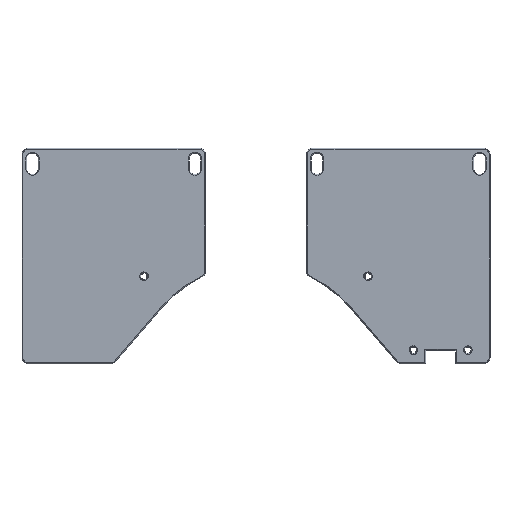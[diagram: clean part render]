
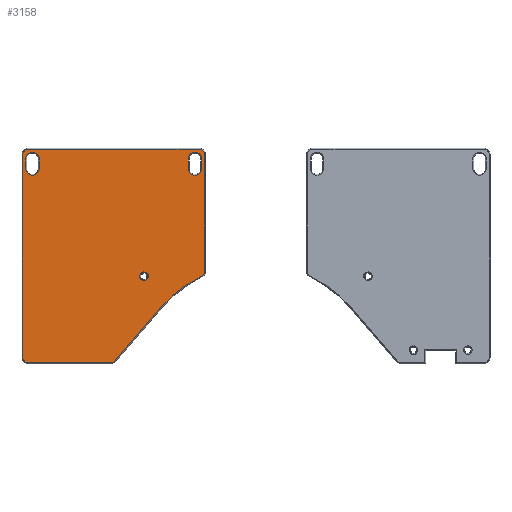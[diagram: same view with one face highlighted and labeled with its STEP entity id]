
A CAD part, top view. The second image highlights one B-rep face of the part: STEP entity #3158.
In plain terms, the highlighted planar face has unit normal (0, 0, 1).
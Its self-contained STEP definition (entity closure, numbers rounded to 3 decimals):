
#65=FACE_BOUND('',#431,.T.);
#66=FACE_BOUND('',#432,.T.);
#67=FACE_BOUND('',#433,.T.);
#133=PLANE('',#3398);
#220=FACE_OUTER_BOUND('',#430,.T.);
#430=EDGE_LOOP('',(#2157,#2158,#2159,#2160,#2161,#2162,#2163,#2164,#2165,
#2166,#2167));
#431=EDGE_LOOP('',(#2168,#2169,#2170,#2171));
#432=EDGE_LOOP('',(#2172,#2173,#2174,#2175));
#433=EDGE_LOOP('',(#2176,#2177,#2178,#2179,#2180,#2181));
#640=CIRCLE('',#3368,2.6);
#642=CIRCLE('',#3372,2.6);
#643=CIRCLE('',#3374,58.4);
#646=CIRCLE('',#3379,2.6);
#648=CIRCLE('',#3383,2.6);
#650=CIRCLE('',#3387,2.6);
#654=CIRCLE('',#3399,3.15);
#655=CIRCLE('',#3400,3.15);
#656=CIRCLE('',#3401,3.15);
#657=CIRCLE('',#3402,3.15);
#658=CIRCLE('',#3403,2.);
#659=CIRCLE('',#3404,0.35);
#660=CIRCLE('',#3405,2.);
#661=CIRCLE('',#3406,0.35);
#662=CIRCLE('',#3407,2.);
#663=CIRCLE('',#3408,0.35);
#817=LINE('',#4796,#1075);
#822=LINE('',#4814,#1080);
#826=LINE('',#4826,#1084);
#832=LINE('',#4841,#1090);
#835=LINE('',#4850,#1093);
#846=LINE('',#4882,#1104);
#847=LINE('',#4885,#1105);
#848=LINE('',#4890,#1106);
#849=LINE('',#4893,#1107);
#1075=VECTOR('',#3764,10.);
#1080=VECTOR('',#3783,10.);
#1084=VECTOR('',#3795,10.);
#1090=VECTOR('',#3809,10.);
#1093=VECTOR('',#3820,10.);
#1104=VECTOR('',#3853,10.);
#1105=VECTOR('',#3856,10.);
#1106=VECTOR('',#3859,10.);
#1107=VECTOR('',#3862,10.);
#1331=VERTEX_POINT('',#4786);
#1334=VERTEX_POINT('',#4791);
#1335=VERTEX_POINT('',#4795);
#1337=VERTEX_POINT('',#4801);
#1339=VERTEX_POINT('',#4807);
#1341=VERTEX_POINT('',#4813);
#1343=VERTEX_POINT('',#4819);
#1345=VERTEX_POINT('',#4825);
#1347=VERTEX_POINT('',#4831);
#1349=VERTEX_POINT('',#4837);
#1351=VERTEX_POINT('',#4843);
#1360=VERTEX_POINT('',#4878);
#1361=VERTEX_POINT('',#4879);
#1362=VERTEX_POINT('',#4881);
#1363=VERTEX_POINT('',#4883);
#1364=VERTEX_POINT('',#4886);
#1365=VERTEX_POINT('',#4887);
#1366=VERTEX_POINT('',#4889);
#1367=VERTEX_POINT('',#4891);
#1368=VERTEX_POINT('',#4894);
#1369=VERTEX_POINT('',#4895);
#1370=VERTEX_POINT('',#4897);
#1371=VERTEX_POINT('',#4899);
#1372=VERTEX_POINT('',#4901);
#1373=VERTEX_POINT('',#4903);
#1610=EDGE_CURVE('',#1334,#1331,#640,.T.);
#1611=EDGE_CURVE('',#1331,#1335,#817,.T.);
#1616=EDGE_CURVE('',#1335,#1337,#642,.T.);
#1617=EDGE_CURVE('',#1337,#1339,#643,.T.);
#1620=EDGE_CURVE('',#1339,#1341,#822,.T.);
#1625=EDGE_CURVE('',#1341,#1343,#646,.T.);
#1626=EDGE_CURVE('',#1343,#1345,#826,.T.);
#1631=EDGE_CURVE('',#1345,#1347,#648,.T.);
#1634=EDGE_CURVE('',#1347,#1349,#832,.T.);
#1637=EDGE_CURVE('',#1349,#1351,#650,.T.);
#1639=EDGE_CURVE('',#1351,#1334,#835,.T.);
#1653=EDGE_CURVE('',#1360,#1361,#654,.T.);
#1654=EDGE_CURVE('',#1362,#1360,#846,.T.);
#1655=EDGE_CURVE('',#1363,#1362,#655,.T.);
#1656=EDGE_CURVE('',#1361,#1363,#847,.T.);
#1657=EDGE_CURVE('',#1364,#1365,#656,.T.);
#1658=EDGE_CURVE('',#1366,#1364,#848,.T.);
#1659=EDGE_CURVE('',#1367,#1366,#657,.T.);
#1660=EDGE_CURVE('',#1365,#1367,#849,.T.);
#1661=EDGE_CURVE('',#1368,#1369,#658,.T.);
#1662=EDGE_CURVE('',#1370,#1368,#659,.T.);
#1663=EDGE_CURVE('',#1371,#1370,#660,.T.);
#1664=EDGE_CURVE('',#1372,#1371,#661,.T.);
#1665=EDGE_CURVE('',#1373,#1372,#662,.T.);
#1666=EDGE_CURVE('',#1369,#1373,#663,.T.);
#2157=ORIENTED_EDGE('',*,*,#1610,.F.);
#2158=ORIENTED_EDGE('',*,*,#1639,.F.);
#2159=ORIENTED_EDGE('',*,*,#1637,.F.);
#2160=ORIENTED_EDGE('',*,*,#1634,.F.);
#2161=ORIENTED_EDGE('',*,*,#1631,.F.);
#2162=ORIENTED_EDGE('',*,*,#1626,.F.);
#2163=ORIENTED_EDGE('',*,*,#1625,.F.);
#2164=ORIENTED_EDGE('',*,*,#1620,.F.);
#2165=ORIENTED_EDGE('',*,*,#1617,.F.);
#2166=ORIENTED_EDGE('',*,*,#1616,.F.);
#2167=ORIENTED_EDGE('',*,*,#1611,.F.);
#2168=ORIENTED_EDGE('',*,*,#1653,.F.);
#2169=ORIENTED_EDGE('',*,*,#1654,.F.);
#2170=ORIENTED_EDGE('',*,*,#1655,.F.);
#2171=ORIENTED_EDGE('',*,*,#1656,.F.);
#2172=ORIENTED_EDGE('',*,*,#1657,.F.);
#2173=ORIENTED_EDGE('',*,*,#1658,.F.);
#2174=ORIENTED_EDGE('',*,*,#1659,.F.);
#2175=ORIENTED_EDGE('',*,*,#1660,.F.);
#2176=ORIENTED_EDGE('',*,*,#1661,.F.);
#2177=ORIENTED_EDGE('',*,*,#1662,.F.);
#2178=ORIENTED_EDGE('',*,*,#1663,.F.);
#2179=ORIENTED_EDGE('',*,*,#1664,.F.);
#2180=ORIENTED_EDGE('',*,*,#1665,.F.);
#2181=ORIENTED_EDGE('',*,*,#1666,.F.);
#3158=ADVANCED_FACE('',(#220,#65,#66,#67),#133,.T.);
#3368=AXIS2_PLACEMENT_3D('',#4793,#3760,#3761);
#3372=AXIS2_PLACEMENT_3D('',#4805,#3772,#3773);
#3374=AXIS2_PLACEMENT_3D('',#4808,#3776,#3777);
#3379=AXIS2_PLACEMENT_3D('',#4823,#3791,#3792);
#3383=AXIS2_PLACEMENT_3D('',#4835,#3803,#3804);
#3387=AXIS2_PLACEMENT_3D('',#4847,#3815,#3816);
#3398=AXIS2_PLACEMENT_3D('',#4877,#3849,#3850);
#3399=AXIS2_PLACEMENT_3D('',#4880,#3851,#3852);
#3400=AXIS2_PLACEMENT_3D('',#4884,#3854,#3855);
#3401=AXIS2_PLACEMENT_3D('',#4888,#3857,#3858);
#3402=AXIS2_PLACEMENT_3D('',#4892,#3860,#3861);
#3403=AXIS2_PLACEMENT_3D('',#4896,#3863,#3864);
#3404=AXIS2_PLACEMENT_3D('',#4898,#3865,#3866);
#3405=AXIS2_PLACEMENT_3D('',#4900,#3867,#3868);
#3406=AXIS2_PLACEMENT_3D('',#4902,#3869,#3870);
#3407=AXIS2_PLACEMENT_3D('',#4904,#3871,#3872);
#3408=AXIS2_PLACEMENT_3D('',#4905,#3873,#3874);
#3760=DIRECTION('center_axis',(0.,0.,-1.));
#3761=DIRECTION('ref_axis',(0.707,0.707,0.));
#3764=DIRECTION('',(0.,-1.,0.));
#3772=DIRECTION('center_axis',(0.,0.,-1.));
#3773=DIRECTION('ref_axis',(0.848,-0.53,0.));
#3776=DIRECTION('center_axis',(0.,0.,1.));
#3777=DIRECTION('ref_axis',(-1.,0.,0.));
#3783=DIRECTION('',(-0.653,-0.757,0.));
#3791=DIRECTION('center_axis',(0.,0.,-1.));
#3792=DIRECTION('ref_axis',(0.416,-0.909,0.));
#3795=DIRECTION('',(-1.,0.,0.));
#3803=DIRECTION('center_axis',(0.,0.,-1.));
#3804=DIRECTION('ref_axis',(-0.707,-0.707,0.));
#3809=DIRECTION('',(0.,1.,0.));
#3815=DIRECTION('center_axis',(0.,0.,-1.));
#3816=DIRECTION('ref_axis',(-0.707,0.707,0.));
#3820=DIRECTION('',(1.,0.,0.));
#3849=DIRECTION('center_axis',(0.,0.,1.));
#3850=DIRECTION('ref_axis',(1.,0.,0.));
#3851=DIRECTION('center_axis',(0.,0.,1.));
#3852=DIRECTION('ref_axis',(1.,0.,0.));
#3853=DIRECTION('',(0.,-1.,0.));
#3854=DIRECTION('center_axis',(0.,0.,1.));
#3855=DIRECTION('ref_axis',(1.,0.,0.));
#3856=DIRECTION('',(0.,1.,0.));
#3857=DIRECTION('center_axis',(0.,0.,1.));
#3858=DIRECTION('ref_axis',(-1.,0.,0.));
#3859=DIRECTION('',(0.,1.,0.));
#3860=DIRECTION('center_axis',(0.,0.,1.));
#3861=DIRECTION('ref_axis',(1.,0.,0.));
#3862=DIRECTION('',(0.,-1.,0.));
#3863=DIRECTION('center_axis',(0.,0.,1.));
#3864=DIRECTION('ref_axis',(1.,0.,0.));
#3865=DIRECTION('center_axis',(0.,0.,-1.));
#3866=DIRECTION('ref_axis',(1.,0.,0.));
#3867=DIRECTION('center_axis',(0.,0.,1.));
#3868=DIRECTION('ref_axis',(-1.,0.,0.));
#3869=DIRECTION('center_axis',(0.,0.,-1.));
#3870=DIRECTION('ref_axis',(1.,0.,0.));
#3871=DIRECTION('center_axis',(0.,0.,1.));
#3872=DIRECTION('ref_axis',(1.,0.,0.));
#3873=DIRECTION('center_axis',(0.,0.,-1.));
#3874=DIRECTION('ref_axis',(-1.,0.,0.));
#4786=CARTESIAN_POINT('',(-24.075,234.5,0.));
#4791=CARTESIAN_POINT('',(-26.675,237.1,0.));
#4793=CARTESIAN_POINT('Origin',(-26.675,234.5,0.));
#4795=CARTESIAN_POINT('',(-24.075,179.858,0.));
#4796=CARTESIAN_POINT('',(-24.075,233.75,0.));
#4801=CARTESIAN_POINT('',(-25.538,177.52,0.));
#4805=CARTESIAN_POINT('Origin',(-26.675,179.858,0.));
#4807=CARTESIAN_POINT('',(-44.223,163.143,0.));
#4808=CARTESIAN_POINT('Origin',(0.,125.,0.));
#4813=CARTESIAN_POINT('',(-66.08,137.802,0.));
#4814=CARTESIAN_POINT('',(-36.034,172.637,0.));
#4819=CARTESIAN_POINT('',(-68.049,136.9,0.));
#4823=CARTESIAN_POINT('Origin',(-68.049,139.5,0.));
#4825=CARTESIAN_POINT('',(-106.675,136.9,0.));
#4826=CARTESIAN_POINT('',(-64.509,136.9,0.));
#4831=CARTESIAN_POINT('',(-109.275,139.5,0.));
#4835=CARTESIAN_POINT('Origin',(-106.675,139.5,0.));
#4837=CARTESIAN_POINT('',(-109.275,234.5,0.));
#4841=CARTESIAN_POINT('',(-109.275,233.75,0.));
#4843=CARTESIAN_POINT('',(-106.675,237.1,0.));
#4847=CARTESIAN_POINT('Origin',(-106.675,234.5,0.));
#4850=CARTESIAN_POINT('',(-69.453,237.1,0.));
#4877=CARTESIAN_POINT('Origin',(-83.344,230.,0.));
#4878=CARTESIAN_POINT('',(-107.925,228.,0.));
#4879=CARTESIAN_POINT('',(-101.625,228.,0.));
#4880=CARTESIAN_POINT('Origin',(-104.775,228.,0.));
#4881=CARTESIAN_POINT('',(-107.925,232.5,0.));
#4882=CARTESIAN_POINT('',(-107.925,229.,0.));
#4883=CARTESIAN_POINT('',(-101.625,232.5,0.));
#4884=CARTESIAN_POINT('Origin',(-104.775,232.5,0.));
#4885=CARTESIAN_POINT('',(-101.625,231.25,0.));
#4886=CARTESIAN_POINT('',(-25.425,232.5,0.));
#4887=CARTESIAN_POINT('',(-31.725,232.5,0.));
#4888=CARTESIAN_POINT('Origin',(-28.575,232.5,0.));
#4889=CARTESIAN_POINT('',(-25.425,228.,0.));
#4890=CARTESIAN_POINT('',(-25.425,229.,0.));
#4891=CARTESIAN_POINT('',(-31.725,228.,0.));
#4892=CARTESIAN_POINT('Origin',(-28.575,228.,0.));
#4893=CARTESIAN_POINT('',(-31.725,231.25,0.));
#4894=CARTESIAN_POINT('',(-53.19,175.623,0.));
#4895=CARTESIAN_POINT('',(-50.529,177.159,0.));
#4896=CARTESIAN_POINT('Origin',(-52.5,177.5,0.));
#4897=CARTESIAN_POINT('',(-53.781,175.964,0.));
#4898=CARTESIAN_POINT('Origin',(-53.525,175.725,0.));
#4899=CARTESIAN_POINT('',(-53.781,179.036,0.));
#4900=CARTESIAN_POINT('Origin',(-52.5,177.5,0.));
#4901=CARTESIAN_POINT('',(-53.19,179.377,0.));
#4902=CARTESIAN_POINT('Origin',(-53.525,179.275,0.));
#4903=CARTESIAN_POINT('',(-50.529,177.841,0.));
#4904=CARTESIAN_POINT('Origin',(-52.5,177.5,0.));
#4905=CARTESIAN_POINT('Origin',(-50.45,177.5,0.));
